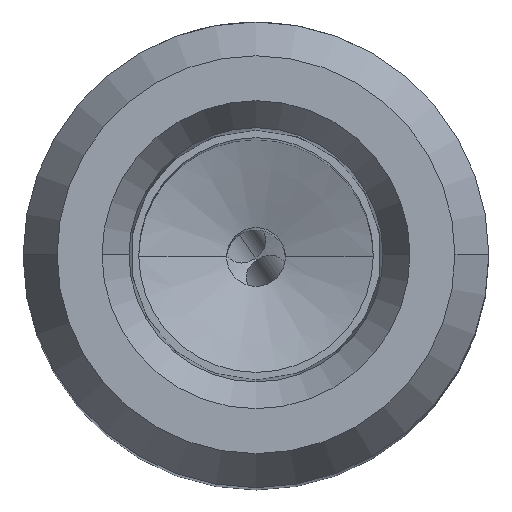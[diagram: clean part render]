
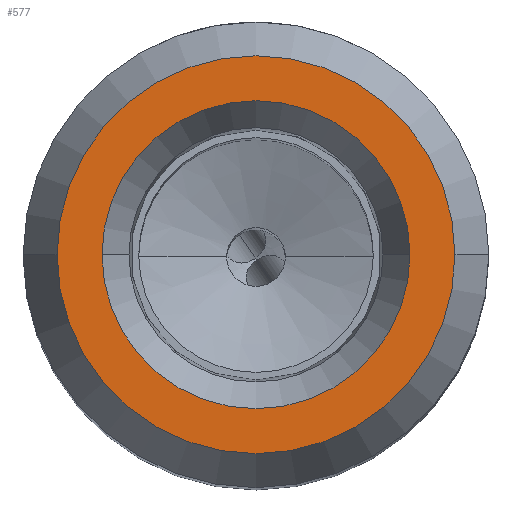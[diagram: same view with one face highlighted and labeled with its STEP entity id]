
A CAD part, top view. The second image highlights one B-rep face of the part: STEP entity #577.
In plain terms, the highlighted planar face has unit normal (0, 0, 1).
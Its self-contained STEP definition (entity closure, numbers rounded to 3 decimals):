
#160=FACE_BOUND('',#995,.T.);
#161=FACE_BOUND('',#996,.T.);
#197=PLANE('',#3985);
#577=ADVANCED_FACE('',(#160,#161),#197,.T.);
#995=EDGE_LOOP('',(#1592,#1593));
#996=EDGE_LOOP('',(#1594,#1595));
#1179=CIRCLE('',#3979,5.25);
#1180=CIRCLE('',#3981,5.25);
#1181=CIRCLE('',#3983,6.783);
#1182=CIRCLE('',#3984,6.783);
#1592=ORIENTED_EDGE('',*,*,#3069,.T.);
#1593=ORIENTED_EDGE('',*,*,#3070,.T.);
#1594=ORIENTED_EDGE('',*,*,#3071,.T.);
#1595=ORIENTED_EDGE('',*,*,#3072,.T.);
#2607=VERTEX_POINT('',#5975);
#2608=VERTEX_POINT('',#5977);
#2609=VERTEX_POINT('',#5983);
#2610=VERTEX_POINT('',#5984);
#3069=EDGE_CURVE('',#2607,#2608,#1179,.T.);
#3070=EDGE_CURVE('',#2608,#2607,#1180,.T.);
#3071=EDGE_CURVE('',#2609,#2610,#1181,.T.);
#3072=EDGE_CURVE('',#2610,#2609,#1182,.T.);
#3979=AXIS2_PLACEMENT_3D('',#5978,#4500,#4501);
#3981=AXIS2_PLACEMENT_3D('',#5980,#4504,#4505);
#3983=AXIS2_PLACEMENT_3D('',#5982,#4508,#4509);
#3984=AXIS2_PLACEMENT_3D('',#5985,#4510,#4511);
#3985=AXIS2_PLACEMENT_3D('',#5986,#4512,#4513);
#4500=DIRECTION('',(0.,0.,-1.));
#4501=DIRECTION('',(-1.,0.,0.));
#4504=DIRECTION('',(0.,0.,-1.));
#4505=DIRECTION('',(1.,0.,0.));
#4508=DIRECTION('',(0.,0.,1.));
#4509=DIRECTION('',(-1.,0.,0.));
#4510=DIRECTION('',(0.,0.,1.));
#4511=DIRECTION('',(1.,0.,0.));
#4512=DIRECTION('',(0.,0.,1.));
#4513=DIRECTION('',(-1.,0.,0.));
#5975=CARTESIAN_POINT('',(-5.25,0.,24.5));
#5977=CARTESIAN_POINT('',(5.25,0.,24.5));
#5978=CARTESIAN_POINT('',(0.,0.,24.5));
#5980=CARTESIAN_POINT('',(0.,0.,24.5));
#5982=CARTESIAN_POINT('',(0.,0.,24.5));
#5983=CARTESIAN_POINT('',(-6.783,0.,24.5));
#5984=CARTESIAN_POINT('',(6.783,0.,24.5));
#5985=CARTESIAN_POINT('',(0.,0.,24.5));
#5986=CARTESIAN_POINT('',(0.,0.,24.5));
